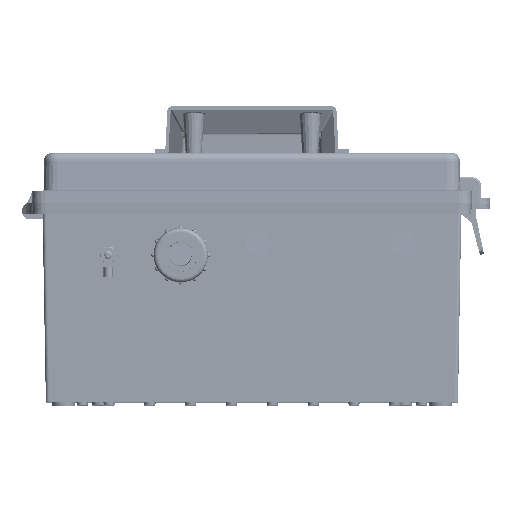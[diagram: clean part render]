
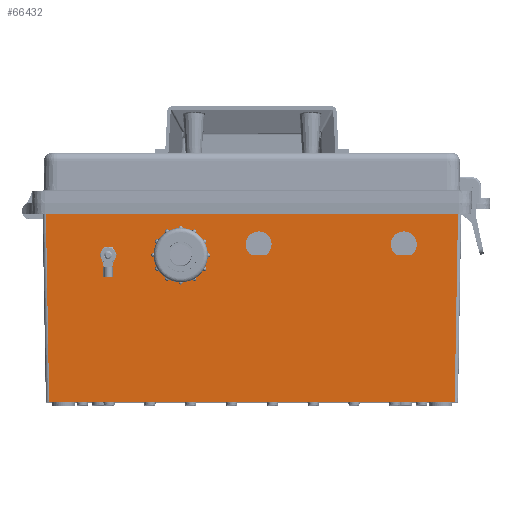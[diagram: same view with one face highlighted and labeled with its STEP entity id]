
A CAD part, top view. The second image highlights one B-rep face of the part: STEP entity #66432.
In plain terms, the highlighted planar face has unit normal (0, -0.018, 1).
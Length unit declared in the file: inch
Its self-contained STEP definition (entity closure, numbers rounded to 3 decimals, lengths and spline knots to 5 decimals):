
#812 = VERTEX_POINT ( 'NONE', #192395 ) ;
#2922 = CARTESIAN_POINT ( 'NONE',  ( -0.00312, 3.54396, 7.01107 ) ) ;
#4020 = CARTESIAN_POINT ( 'NONE',  ( 3.49688, 3.54396, 7.01107 ) ) ;
#4694 = CIRCLE ( 'NONE', #14235, 0.08 ) ;
#5058 = DIRECTION ( 'NONE',  ( 0., -0.017, 1. ) ) ;
#5470 = CIRCLE ( 'NONE', #62686, 0.102 ) ;
#6254 = EDGE_LOOP ( 'NONE', ( #92136, #174268, #106851, #114864, #20531, #43523 ) ) ;
#7778 = AXIS2_PLACEMENT_3D ( 'NONE', #131917, #163731, #178650 ) ;
#10716 = DIRECTION ( 'NONE',  ( 0., -0.017, 1. ) ) ;
#12297 = CARTESIAN_POINT ( 'NONE',  ( -1.7183, 3.11453, 7.00357 ) ) ;
#14235 = AXIS2_PLACEMENT_3D ( 'NONE', #196061, #59968, #120581 ) ;
#19987 = LINE ( 'NONE', #183943, #150393 ) ;
#20531 = ORIENTED_EDGE ( 'NONE', *, *, #78808, .F. ) ;
#22862 = DIRECTION ( 'NONE',  ( 0.017, -1., -0.017 ) ) ;
#22947 = VERTEX_POINT ( 'NONE', #2922 ) ;
#23709 = VERTEX_POINT ( 'NONE', #35018 ) ;
#26781 = LINE ( 'NONE', #130106, #127920 ) ;
#26878 = VERTEX_POINT ( 'NONE', #54632 ) ;
#27929 = ORIENTED_EDGE ( 'NONE', *, *, #113209, .F. ) ;
#28380 = ORIENTED_EDGE ( 'NONE', *, *, #171408, .F. ) ;
#30100 = AXIS2_PLACEMENT_3D ( 'NONE', #30379, #192358, #56267 ) ;
#30379 = CARTESIAN_POINT ( 'NONE',  ( 4.96827, 0., 6.94921 ) ) ;
#30444 = DIRECTION ( 'NONE',  ( 1., 0., 0. ) ) ;
#32250 = EDGE_CURVE ( 'NONE', #92696, #57944, #46551, .T. ) ;
#32672 = EDGE_CURVE ( 'NONE', #144158, #26878, #164308, .T. ) ;
#35018 = CARTESIAN_POINT ( 'NONE',  ( -3.4683, 3.66144, 7.01312 ) ) ;
#35999 = VERTEX_POINT ( 'NONE', #4020 ) ;
#36589 = CARTESIAN_POINT ( 'NONE',  ( 4.96749, 4.5375, 7.02841 ) ) ;
#37246 = CIRCLE ( 'NONE', #113405, 0.102 ) ;
#41307 = EDGE_CURVE ( 'NONE', #22947, #180006, #76744, .T. ) ;
#41528 = CARTESIAN_POINT ( 'NONE',  ( -3.4683, 3.55946, 7.01134 ) ) ;
#43023 = DIRECTION ( 'NONE',  ( 1., 0., 0. ) ) ;
#43523 = ORIENTED_EDGE ( 'NONE', *, *, #61411, .T. ) ;
#44236 = ORIENTED_EDGE ( 'NONE', *, *, #41307, .F. ) ;
#44998 = CARTESIAN_POINT ( 'NONE',  ( -0.00312, 3.54396, 7.01107 ) ) ;
#45068 = EDGE_CURVE ( 'NONE', #57944, #92696, #143699, .T. ) ;
#45349 = CARTESIAN_POINT ( 'NONE',  ( 4.96748, 4.5375, 7.02841 ) ) ;
#45780 = VERTEX_POINT ( 'NONE', #133437 ) ;
#46551 = CIRCLE ( 'NONE', #119566, 0.445 ) ;
#47822 = DIRECTION ( 'NONE',  ( 0.017, 1., 0.017 ) ) ;
#49623 = DIRECTION ( 'NONE',  ( 0., -1., -0.017 ) ) ;
#54632 = CARTESIAN_POINT ( 'NONE',  ( 4.88829, 0., 6.94921 ) ) ;
#56267 = DIRECTION ( 'NONE',  ( 0., -1., -0.017 ) ) ;
#56971 = LINE ( 'NONE', #162339, #116466 ) ;
#57944 = VERTEX_POINT ( 'NONE', #169463 ) ;
#58054 = AXIS2_PLACEMENT_3D ( 'NONE', #91136, #75218, #167669 ) ;
#59338 = DIRECTION ( 'NONE',  ( 0., -1., -0.017 ) ) ;
#59968 = DIRECTION ( 'NONE',  ( 0., 1., 0. ) ) ;
#61411 = EDGE_CURVE ( 'NONE', #65442, #144158, #26781, .T. ) ;
#62686 = AXIS2_PLACEMENT_3D ( 'NONE', #118138, #178776, #148931 ) ;
#64291 = EDGE_LOOP ( 'NONE', ( #28380, #44236 ) ) ;
#65442 = VERTEX_POINT ( 'NONE', #190902 ) ;
#66432 = ADVANCED_FACE ( 'NONE', ( #165557, #120767, #90011, #181421, #117861 ), #166524, .T. ) ;
#67444 = DIRECTION ( 'NONE',  ( 0., -0.017, 1. ) ) ;
#72853 = CARTESIAN_POINT ( 'NONE',  ( 4.96827, 0., 6.94921 ) ) ;
#73259 = EDGE_LOOP ( 'NONE', ( #133685, #27929 ) ) ;
#75218 = DIRECTION ( 'NONE',  ( 0., -0.017, 1. ) ) ;
#76744 = LINE ( 'NONE', #44998, #101807 ) ;
#77040 = AXIS2_PLACEMENT_3D ( 'NONE', #81600, #5058, #84533 ) ;
#77268 = CIRCLE ( 'NONE', #150352, 0.3125 ) ;
#78808 = EDGE_CURVE ( 'NONE', #65442, #45780, #4694, .T. ) ;
#81600 = CARTESIAN_POINT ( 'NONE',  ( 3.6617, 3.80942, 7.0157 ) ) ;
#83753 = CARTESIAN_POINT ( 'NONE',  ( -4.88829, 0., 6.94921 ) ) ;
#84533 = DIRECTION ( 'NONE',  ( 0., -1., -0.017 ) ) ;
#86228 = EDGE_LOOP ( 'NONE', ( #180858, #165749 ) ) ;
#87693 = ORIENTED_EDGE ( 'NONE', *, *, #161186, .F. ) ;
#90011 = FACE_BOUND ( 'NONE', #86228, .T. ) ;
#90167 = DIRECTION ( 'NONE',  ( 0., -1., -0.017 ) ) ;
#91136 = CARTESIAN_POINT ( 'NONE',  ( -1.7183, 3.55946, 7.01134 ) ) ;
#92136 = ORIENTED_EDGE ( 'NONE', *, *, #32672, .T. ) ;
#92686 = VECTOR ( 'NONE', #30444, 39.37008 ) ;
#92696 = VERTEX_POINT ( 'NONE', #12297 ) ;
#93020 = LINE ( 'NONE', #45349, #92686 ) ;
#93514 = CIRCLE ( 'NONE', #7778, 0.08 ) ;
#100922 = CARTESIAN_POINT ( 'NONE',  ( 3.82652, 3.54396, 7.01107 ) ) ;
#101807 = VECTOR ( 'NONE', #167215, 39.37008 ) ;
#102492 = CIRCLE ( 'NONE', #77040, 0.3125 ) ;
#106851 = ORIENTED_EDGE ( 'NONE', *, *, #159089, .F. ) ;
#113209 = EDGE_CURVE ( 'NONE', #23709, #812, #37246, .T. ) ;
#113405 = AXIS2_PLACEMENT_3D ( 'NONE', #41528, #10716, #90167 ) ;
#114353 = CARTESIAN_POINT ( 'NONE',  ( 0.32652, 3.54396, 7.01107 ) ) ;
#114864 = ORIENTED_EDGE ( 'NONE', *, *, #142389, .F. ) ;
#116466 = VECTOR ( 'NONE', #43023, 39.37008 ) ;
#117861 = FACE_OUTER_BOUND ( 'NONE', #6254, .T. ) ;
#118138 = CARTESIAN_POINT ( 'NONE',  ( -3.4683, 3.55946, 7.01134 ) ) ;
#118972 = DIRECTION ( 'NONE',  ( 0., -0.017, 1. ) ) ;
#119566 = AXIS2_PLACEMENT_3D ( 'NONE', #171848, #67444, #49623 ) ;
#120581 = DIRECTION ( 'NONE',  ( 0., 0., 1. ) ) ;
#120767 = FACE_BOUND ( 'NONE', #64291, .T. ) ;
#121195 = VERTEX_POINT ( 'NONE', #177070 ) ;
#127920 = VECTOR ( 'NONE', #22862, 39.37008 ) ;
#129219 = VECTOR ( 'NONE', #147395, 39.37008 ) ;
#130106 = CARTESIAN_POINT ( 'NONE',  ( -4.88528, -0.17194, 6.94621 ) ) ;
#131917 = CARTESIAN_POINT ( 'NONE',  ( 4.96748, 4.5375, 6.94841 ) ) ;
#131933 = CARTESIAN_POINT ( 'NONE',  ( 0.1617, 3.80942, 7.0157 ) ) ;
#133437 = CARTESIAN_POINT ( 'NONE',  ( -4.96748, 4.5375, 7.02841 ) ) ;
#133685 = ORIENTED_EDGE ( 'NONE', *, *, #162820, .F. ) ;
#138581 = ORIENTED_EDGE ( 'NONE', *, *, #180027, .F. ) ;
#142389 = EDGE_CURVE ( 'NONE', #45780, #121195, #93020, .T. ) ;
#143699 = CIRCLE ( 'NONE', #58054, 0.445 ) ;
#144158 = VERTEX_POINT ( 'NONE', #83753 ) ;
#147395 = DIRECTION ( 'NONE',  ( 1., 0., 0. ) ) ;
#148931 = DIRECTION ( 'NONE',  ( 0., -1., -0.017 ) ) ;
#150352 = AXIS2_PLACEMENT_3D ( 'NONE', #131933, #118972, #59338 ) ;
#150393 = VECTOR ( 'NONE', #47822, 39.37008 ) ;
#157173 = VERTEX_POINT ( 'NONE', #36589 ) ;
#159089 = EDGE_CURVE ( 'NONE', #121195, #157173, #93514, .T. ) ;
#161186 = EDGE_CURVE ( 'NONE', #35999, #194766, #56971, .T. ) ;
#162339 = CARTESIAN_POINT ( 'NONE',  ( 3.49688, 3.54396, 7.01107 ) ) ;
#162820 = EDGE_CURVE ( 'NONE', #812, #23709, #5470, .T. ) ;
#163731 = DIRECTION ( 'NONE',  ( 0., 1., 0. ) ) ;
#164308 = LINE ( 'NONE', #72853, #129219 ) ;
#165557 = FACE_BOUND ( 'NONE', #196550, .T. ) ;
#165749 = ORIENTED_EDGE ( 'NONE', *, *, #45068, .F. ) ;
#166524 = PLANE ( 'NONE',  #30100 ) ;
#167215 = DIRECTION ( 'NONE',  ( 1., 0., 0. ) ) ;
#167669 = DIRECTION ( 'NONE',  ( 0., -1., -0.017 ) ) ;
#169463 = CARTESIAN_POINT ( 'NONE',  ( -1.7183, 4.00439, 7.0191 ) ) ;
#171408 = EDGE_CURVE ( 'NONE', #180006, #22947, #77268, .T. ) ;
#171848 = CARTESIAN_POINT ( 'NONE',  ( -1.7183, 3.55946, 7.01134 ) ) ;
#174268 = ORIENTED_EDGE ( 'NONE', *, *, #180918, .T. ) ;
#177070 = CARTESIAN_POINT ( 'NONE',  ( 4.96748, 4.5375, 7.02841 ) ) ;
#178650 = DIRECTION ( 'NONE',  ( 0., 0., 1. ) ) ;
#178776 = DIRECTION ( 'NONE',  ( 0., -0.017, 1. ) ) ;
#180006 = VERTEX_POINT ( 'NONE', #114353 ) ;
#180027 = EDGE_CURVE ( 'NONE', #194766, #35999, #102492, .T. ) ;
#180858 = ORIENTED_EDGE ( 'NONE', *, *, #32250, .F. ) ;
#180918 = EDGE_CURVE ( 'NONE', #26878, #157173, #19987, .T. ) ;
#181421 = FACE_BOUND ( 'NONE', #73259, .T. ) ;
#183943 = CARTESIAN_POINT ( 'NONE',  ( 4.88831, 0.0014, 6.94923 ) ) ;
#190902 = CARTESIAN_POINT ( 'NONE',  ( -4.96749, 4.5375, 7.02841 ) ) ;
#192358 = DIRECTION ( 'NONE',  ( 0., -0.017, 1. ) ) ;
#192395 = CARTESIAN_POINT ( 'NONE',  ( -3.4683, 3.45747, 7.00956 ) ) ;
#194766 = VERTEX_POINT ( 'NONE', #100922 ) ;
#196061 = CARTESIAN_POINT ( 'NONE',  ( -4.96748, 4.5375, 6.94841 ) ) ;
#196550 = EDGE_LOOP ( 'NONE', ( #138581, #87693 ) ) ;
